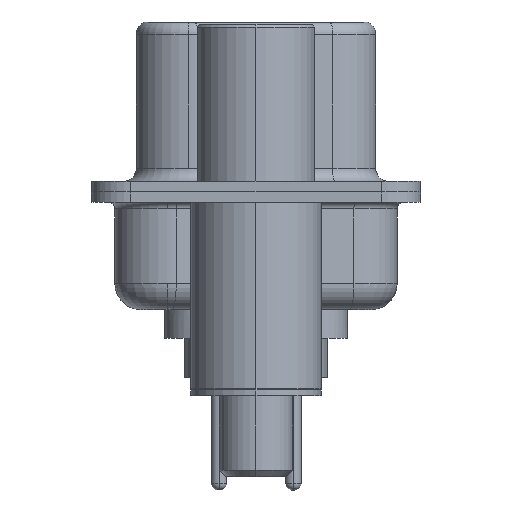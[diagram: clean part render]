
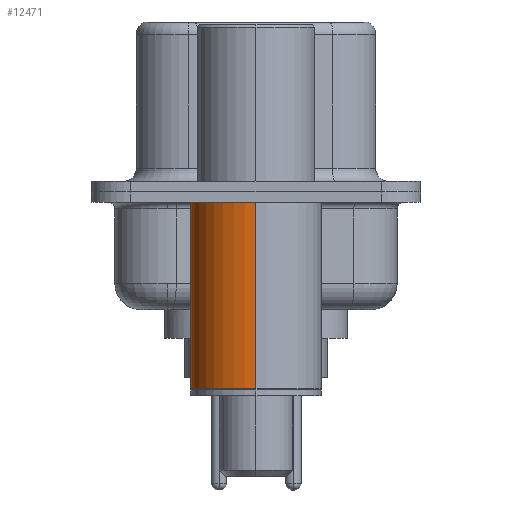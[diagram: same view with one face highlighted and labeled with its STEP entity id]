
A CAD part, left-side view. The second image highlights one B-rep face of the part: STEP entity #12471.
In plain terms, the highlighted cylindrical face has radius 2.5 mm (diameter 5 mm), a partial arc.
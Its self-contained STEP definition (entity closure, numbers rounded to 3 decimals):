
#49 = EDGE_CURVE ( 'NONE', #15202, #17514, #10585, .T. ) ;
#172 = ORIENTED_EDGE ( 'NONE', *, *, #7875, .T. ) ;
#264 = CARTESIAN_POINT ( 'NONE',  ( 2.5, 0., 0.581 ) ) ;
#293 = DIRECTION ( 'NONE',  ( 0., 0., 1. ) ) ;
#999 = ORIENTED_EDGE ( 'NONE', *, *, #49, .F. ) ;
#1152 = EDGE_CURVE ( 'NONE', #17514, #16324, #14113, .T. ) ;
#2014 = VECTOR ( 'NONE', #6759, 1000. ) ;
#2899 = DIRECTION ( 'NONE',  ( 0., 0., 1. ) ) ;
#4290 = VERTEX_POINT ( 'NONE', #13419 ) ;
#6748 = EDGE_CURVE ( 'NONE', #4290, #16324, #15214, .T. ) ;
#6759 = DIRECTION ( 'NONE',  ( 0., 0., 1. ) ) ;
#7842 = CARTESIAN_POINT ( 'NONE',  ( 2.5, 0., -7.525 ) ) ;
#7875 = EDGE_CURVE ( 'NONE', #15202, #4290, #12129, .T. ) ;
#7878 = AXIS2_PLACEMENT_3D ( 'NONE', #8206, #8180, #15473 ) ;
#8180 = DIRECTION ( 'NONE',  ( 0., 0., 1. ) ) ;
#8206 = CARTESIAN_POINT ( 'NONE',  ( 0., 0., -0.4 ) ) ;
#8712 = AXIS2_PLACEMENT_3D ( 'NONE', #12826, #2899, #14495 ) ;
#9332 = EDGE_LOOP ( 'NONE', ( #172, #20086, #12930, #999 ) ) ;
#10244 = CARTESIAN_POINT ( 'NONE',  ( 0., 0., 0.581 ) ) ;
#10585 = LINE ( 'NONE', #264, #18815 ) ;
#11679 = AXIS2_PLACEMENT_3D ( 'NONE', #10244, #293, #20059 ) ;
#12129 = CIRCLE ( 'NONE', #8712, 2.5 ) ;
#12471 = ADVANCED_FACE ( 'NONE', ( #18983 ), #18467, .T. ) ;
#12826 = CARTESIAN_POINT ( 'NONE',  ( 0., 0., -7.525 ) ) ;
#12930 = ORIENTED_EDGE ( 'NONE', *, *, #1152, .F. ) ;
#13314 = CARTESIAN_POINT ( 'NONE',  ( -2.5, 0., 0.581 ) ) ;
#13419 = CARTESIAN_POINT ( 'NONE',  ( -2.5, 0., -7.525 ) ) ;
#13574 = DIRECTION ( 'NONE',  ( 0., 0., 1. ) ) ;
#14113 = CIRCLE ( 'NONE', #7878, 2.5 ) ;
#14495 = DIRECTION ( 'NONE',  ( 1., 0., 0. ) ) ;
#15202 = VERTEX_POINT ( 'NONE', #7842 ) ;
#15214 = LINE ( 'NONE', #13314, #2014 ) ;
#15473 = DIRECTION ( 'NONE',  ( 1., 0., 0. ) ) ;
#16324 = VERTEX_POINT ( 'NONE', #19218 ) ;
#17514 = VERTEX_POINT ( 'NONE', #18634 ) ;
#18467 = CYLINDRICAL_SURFACE ( 'NONE', #11679, 2.5 ) ;
#18634 = CARTESIAN_POINT ( 'NONE',  ( 2.5, 0., -0.4 ) ) ;
#18815 = VECTOR ( 'NONE', #13574, 1000. ) ;
#18983 = FACE_OUTER_BOUND ( 'NONE', #9332, .T. ) ;
#19218 = CARTESIAN_POINT ( 'NONE',  ( -2.5, 0., -0.4 ) ) ;
#20059 = DIRECTION ( 'NONE',  ( 1., 0., 0. ) ) ;
#20086 = ORIENTED_EDGE ( 'NONE', *, *, #6748, .T. ) ;
